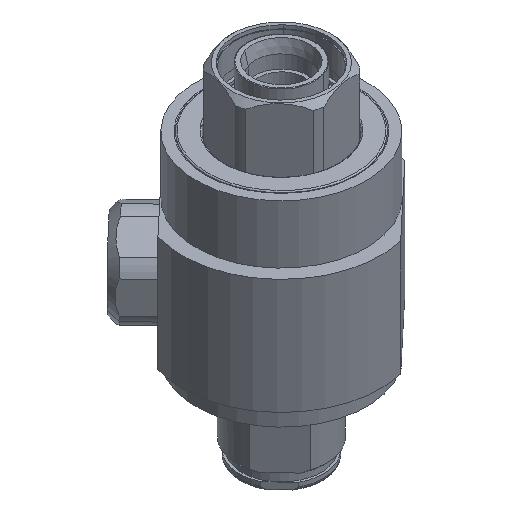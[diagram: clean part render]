
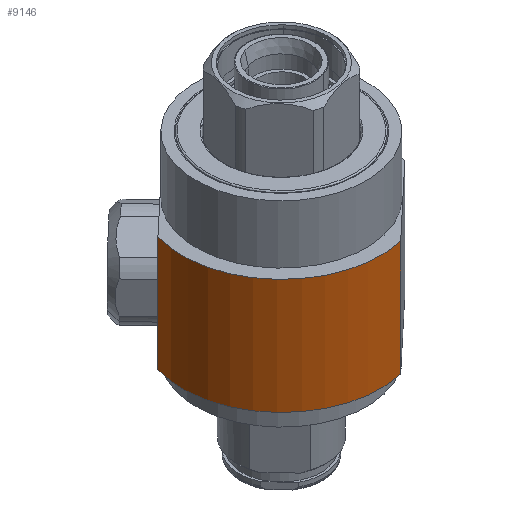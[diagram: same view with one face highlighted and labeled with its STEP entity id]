
A CAD part, isometric view. The second image highlights one B-rep face of the part: STEP entity #9146.
In plain terms, the highlighted cylindrical face has radius 21.844 mm (diameter 43.688 mm), a partial arc.
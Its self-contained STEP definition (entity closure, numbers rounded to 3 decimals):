
#378 = CARTESIAN_POINT ( 'NONE',  ( 18.923, 10.912, -0.616 ) ) ;
#544 = DIRECTION ( 'NONE',  ( -1., 0., 0. ) ) ;
#734 = FACE_OUTER_BOUND ( 'NONE', #3194, .T. ) ;
#812 = DIRECTION ( 'NONE',  ( 0., 0., 1. ) ) ;
#1863 = VECTOR ( 'NONE', #812, 1000. ) ;
#1915 = ORIENTED_EDGE ( 'NONE', *, *, #2875, .T. ) ;
#2705 = ORIENTED_EDGE ( 'NONE', *, *, #11377, .T. ) ;
#2842 = ORIENTED_EDGE ( 'NONE', *, *, #9780, .F. ) ;
#2850 = CARTESIAN_POINT ( 'NONE',  ( -18.923, 10.912, -0.616 ) ) ;
#2875 = EDGE_CURVE ( 'NONE', #5955, #11249, #5373, .T. ) ;
#3194 = EDGE_LOOP ( 'NONE', ( #1915, #6036, #2705, #2842 ) ) ;
#3353 = DIRECTION ( 'NONE',  ( 0., 0., -1. ) ) ;
#3601 = CYLINDRICAL_SURFACE ( 'NONE', #11641, 21.844 ) ;
#3741 = DIRECTION ( 'NONE',  ( -1., 0., 0. ) ) ;
#4069 = AXIS2_PLACEMENT_3D ( 'NONE', #7883, #3353, #6083 ) ;
#4628 = VECTOR ( 'NONE', #9525, 1000. ) ;
#4684 = VERTEX_POINT ( 'NONE', #378 ) ;
#4727 = CARTESIAN_POINT ( 'NONE',  ( 0., 0., -26.016 ) ) ;
#4822 = CIRCLE ( 'NONE', #4069, 21.844 ) ;
#4857 = CARTESIAN_POINT ( 'NONE',  ( -18.923, 10.912, -26.016 ) ) ;
#5313 = CARTESIAN_POINT ( 'NONE',  ( -18.923, 10.912, -13.316 ) ) ;
#5373 = LINE ( 'NONE', #5313, #1863 ) ;
#5877 = LINE ( 'NONE', #9694, #4628 ) ;
#5955 = VERTEX_POINT ( 'NONE', #4857 ) ;
#6036 = ORIENTED_EDGE ( 'NONE', *, *, #11744, .T. ) ;
#6083 = DIRECTION ( 'NONE',  ( -1., 0., 0. ) ) ;
#6495 = AXIS2_PLACEMENT_3D ( 'NONE', #4727, #6579, #3741 ) ;
#6518 = VERTEX_POINT ( 'NONE', #8088 ) ;
#6579 = DIRECTION ( 'NONE',  ( 0., 0., -1. ) ) ;
#7864 = CIRCLE ( 'NONE', #6495, 21.844 ) ;
#7883 = CARTESIAN_POINT ( 'NONE',  ( 0., 0., -0.616 ) ) ;
#7945 = DIRECTION ( 'NONE',  ( 0., 0., -1. ) ) ;
#8088 = CARTESIAN_POINT ( 'NONE',  ( 18.923, 10.912, -26.016 ) ) ;
#9146 = ADVANCED_FACE ( 'NONE', ( #734 ), #3601, .T. ) ;
#9525 = DIRECTION ( 'NONE',  ( 0., 0., -1. ) ) ;
#9694 = CARTESIAN_POINT ( 'NONE',  ( 18.923, 10.912, -0.616 ) ) ;
#9780 = EDGE_CURVE ( 'NONE', #5955, #6518, #7864, .T. ) ;
#9908 = CARTESIAN_POINT ( 'NONE',  ( 0., 0., -13.316 ) ) ;
#11249 = VERTEX_POINT ( 'NONE', #2850 ) ;
#11377 = EDGE_CURVE ( 'NONE', #4684, #6518, #5877, .T. ) ;
#11641 = AXIS2_PLACEMENT_3D ( 'NONE', #9908, #7945, #544 ) ;
#11744 = EDGE_CURVE ( 'NONE', #11249, #4684, #4822, .T. ) ;
